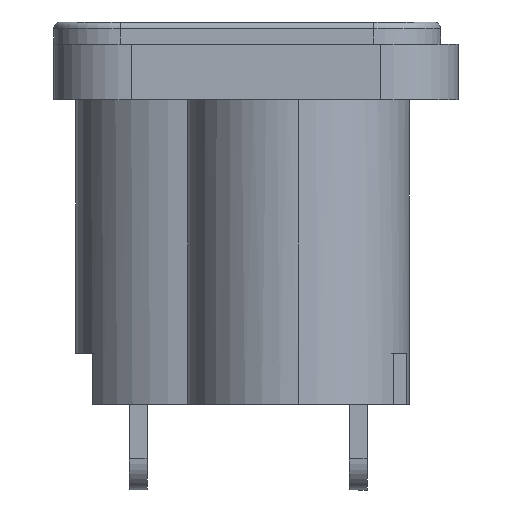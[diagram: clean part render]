
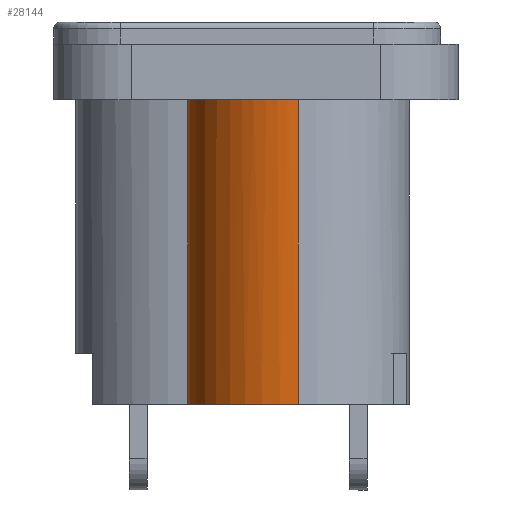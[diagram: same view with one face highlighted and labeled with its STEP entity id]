
A CAD part, left-side view. The second image highlights one B-rep face of the part: STEP entity #28144.
In plain terms, the highlighted cylindrical face has radius 4.995 mm (diameter 9.99 mm), a partial arc.
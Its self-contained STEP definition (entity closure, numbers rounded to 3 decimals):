
#8377 = DIRECTION ( 'NONE',  ( -1., 0., 0. ) ) ;
#8378 = DIRECTION ( 'NONE',  ( 0., 0., -1. ) ) ;
#8379 = AXIS2_PLACEMENT_3D ( 'NONE', #8383, #8378, #8377 ) ;
#8380 = CYLINDRICAL_SURFACE ( 'NONE', #8379, 4.995 ) ;
#8383 = CARTESIAN_POINT ( 'NONE',  ( -5.15, -2.257, 8.727 ) ) ;
#8399 = FACE_OUTER_BOUND ( 'NONE', #27118, .T. ) ;
#14816 = CARTESIAN_POINT ( 'NONE',  ( -10.145, -2.257, -17.2 ) ) ;
#14817 = DIRECTION ( 'NONE',  ( 0., 0., -1. ) ) ;
#14818 = VECTOR ( 'NONE', #14817, 1000. ) ;
#14819 = CARTESIAN_POINT ( 'NONE',  ( -10.145, -2.257, 8.727 ) ) ;
#14820 = LINE ( 'NONE', #14819, #14818 ) ;
#14822 = CARTESIAN_POINT ( 'NONE',  ( -10.145, -2.257, -2.5 ) ) ;
#15962 = CARTESIAN_POINT ( 'NONE',  ( -9.928, -0.8, -3.5 ) ) ;
#15963 = DIRECTION ( 'NONE',  ( 1., 0., 0. ) ) ;
#15964 = DIRECTION ( 'NONE',  ( 0., 0., 1. ) ) ;
#15965 = CARTESIAN_POINT ( 'NONE',  ( -5.15, -2.257, -3.5 ) ) ;
#15966 = AXIS2_PLACEMENT_3D ( 'NONE', #15965, #15964, #15963 ) ;
#15967 = CIRCLE ( 'NONE', #15966, 4.995 ) ;
#15969 = CARTESIAN_POINT ( 'NONE',  ( -9.1, 0.8, -3.5 ) ) ;
#17114 = CARTESIAN_POINT ( 'NONE',  ( -9.928, -0.8, -2.5 ) ) ;
#17115 = DIRECTION ( 'NONE',  ( 0., 0., 1. ) ) ;
#17116 = VECTOR ( 'NONE', #17115, 1000. ) ;
#17117 = CARTESIAN_POINT ( 'NONE',  ( -9.928, -0.8, 8.727 ) ) ;
#17118 = LINE ( 'NONE', #17117, #17116 ) ;
#17174 = DIRECTION ( 'NONE',  ( -1., 0., 0. ) ) ;
#17175 = DIRECTION ( 'NONE',  ( 0., 0., 1. ) ) ;
#17176 = AXIS2_PLACEMENT_3D ( 'NONE', #17183, #17175, #17174 ) ;
#17177 = CIRCLE ( 'NONE', #17176, 4.995 ) ;
#17183 = CARTESIAN_POINT ( 'NONE',  ( -5.15, -2.257, -2.5 ) ) ;
#17196 = DIRECTION ( 'NONE',  ( -1., 0., 0. ) ) ;
#17197 = DIRECTION ( 'NONE',  ( 0., 0., 1. ) ) ;
#17198 = CARTESIAN_POINT ( 'NONE',  ( -5.15, -2.257, -2.5 ) ) ;
#17199 = AXIS2_PLACEMENT_3D ( 'NONE', #17198, #17197, #17196 ) ;
#17200 = CIRCLE ( 'NONE', #17199, 4.995 ) ;
#17288 = DIRECTION ( 'NONE',  ( 0., 0., -1. ) ) ;
#17289 = VECTOR ( 'NONE', #17288, 1000. ) ;
#17290 = CARTESIAN_POINT ( 'NONE',  ( -9.1, 0.8, 8.727 ) ) ;
#17291 = LINE ( 'NONE', #17290, #17289 ) ;
#17293 = CARTESIAN_POINT ( 'NONE',  ( -9.1, 0.8, -2.5 ) ) ;
#17437 = CARTESIAN_POINT ( 'NONE',  ( -5.479, 2.727, -2.5 ) ) ;
#17438 = DIRECTION ( 'NONE',  ( 0., 0., -1. ) ) ;
#17439 = VECTOR ( 'NONE', #17438, 1000. ) ;
#17440 = CARTESIAN_POINT ( 'NONE',  ( -5.479, 2.727, -2.5 ) ) ;
#17441 = LINE ( 'NONE', #17440, #17439 ) ;
#17442 = CARTESIAN_POINT ( 'NONE',  ( -5.479, 2.727, -17.2 ) ) ;
#22857 = CARTESIAN_POINT ( 'NONE',  ( -5.15, -2.257, -17.2 ) ) ;
#22911 = DIRECTION ( 'NONE',  ( 1., 0., 0. ) ) ;
#22912 = DIRECTION ( 'NONE',  ( 0., 0., -1. ) ) ;
#22913 = AXIS2_PLACEMENT_3D ( 'NONE', #22857, #22912, #22911 ) ;
#22914 = CIRCLE ( 'NONE', #22913, 4.995 ) ;
#25318 = EDGE_CURVE ( 'NONE', #30115, #31070, #22914, .T. ) ;
#26936 = ORIENTED_EDGE ( 'NONE', *, *, #25318, .F. ) ;
#26943 = ORIENTED_EDGE ( 'NONE', *, *, #31072, .T. ) ;
#26944 = ORIENTED_EDGE ( 'NONE', *, *, #31005, .F. ) ;
#26945 = ORIENTED_EDGE ( 'NONE', *, *, #30977, .F. ) ;
#26947 = ORIENTED_EDGE ( 'NONE', *, *, #30566, .F. ) ;
#26949 = ORIENTED_EDGE ( 'NONE', *, *, #31027, .F. ) ;
#26950 = ORIENTED_EDGE ( 'NONE', *, *, #30991, .F. ) ;
#26953 = ORIENTED_EDGE ( 'NONE', *, *, #30114, .F. ) ;
#27118 = EDGE_LOOP ( 'NONE', ( #26953, #26950, #26945, #26947, #26949, #26944, #26943, #26936 ) ) ;
#28144 = ADVANCED_FACE ( 'NONE', ( #8399 ), #8380, .T. ) ;
#30111 = VERTEX_POINT ( 'NONE', #14822 ) ;
#30114 = EDGE_CURVE ( 'NONE', #30111, #30115, #14820, .T. ) ;
#30115 = VERTEX_POINT ( 'NONE', #14816 ) ;
#30563 = VERTEX_POINT ( 'NONE', #15969 ) ;
#30566 = EDGE_CURVE ( 'NONE', #30563, #30567, #15967, .T. ) ;
#30567 = VERTEX_POINT ( 'NONE', #15962 ) ;
#30977 = EDGE_CURVE ( 'NONE', #30567, #30978, #17118, .T. ) ;
#30978 = VERTEX_POINT ( 'NONE', #17114 ) ;
#30991 = EDGE_CURVE ( 'NONE', #30978, #30111, #17177, .T. ) ;
#31005 = EDGE_CURVE ( 'NONE', #31073, #31025, #17200, .T. ) ;
#31025 = VERTEX_POINT ( 'NONE', #17293 ) ;
#31027 = EDGE_CURVE ( 'NONE', #31025, #30563, #17291, .T. ) ;
#31070 = VERTEX_POINT ( 'NONE', #17442 ) ;
#31072 = EDGE_CURVE ( 'NONE', #31073, #31070, #17441, .T. ) ;
#31073 = VERTEX_POINT ( 'NONE', #17437 ) ;
